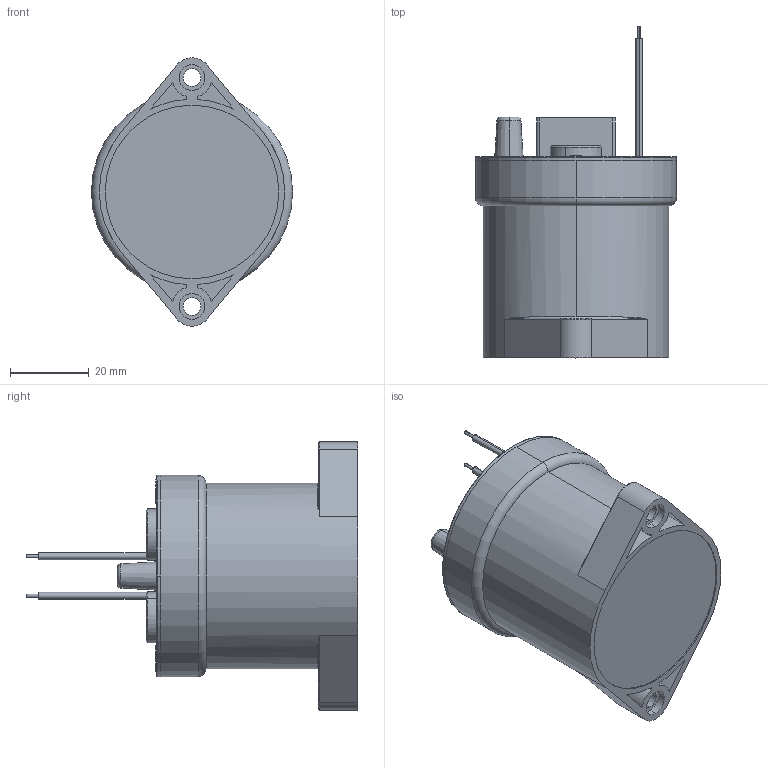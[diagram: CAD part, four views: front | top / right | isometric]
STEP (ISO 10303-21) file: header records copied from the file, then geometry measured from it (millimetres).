
FILE_DESCRIPTION((''),'2;1');
FILE_NAME('PRT0012','2024-11-05T16:12:11',('pc'),(''),'CREO PARAMETRIC BY PTC INC, 2018100','CREO PARAMETRIC BY PTC INC, 2018100','');
FILE_SCHEMA(('CONFIG_CONTROL_DESIGN'));
Length unit declared in the file: millimetre
Products named in the file (1): PRT0012
Bounding box: 51 x 84.1 x 68 mm (x, y, z)
Surface area: 31271.9 mm2 (no closed solid volume)
Topology: 0 solids, 7 shells, 384 faces, 967 edges, 620 vertices
Faces by surface type: cylinder 156, plane 147, cone 37, torus 28, bspline 10, extrusion 6
Entity records: 18731 total; most frequent: CARTESIAN_POINT 9375, DIRECTION 1971, ORIENTED_EDGE 1918, EDGE_CURVE 959, AXIS2_PLACEMENT_3D 742, VERTEX_POINT 620, VECTOR 487, LINE 481
